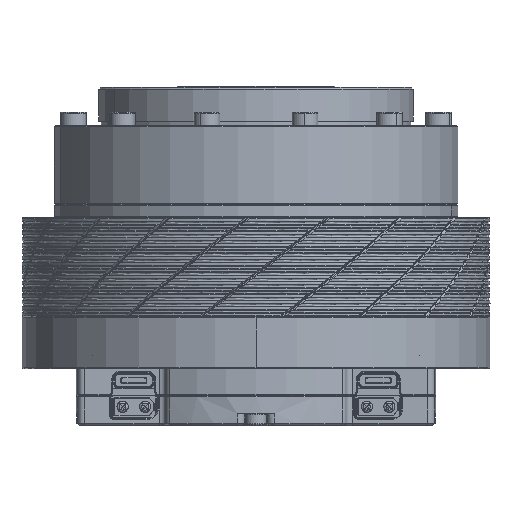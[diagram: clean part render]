
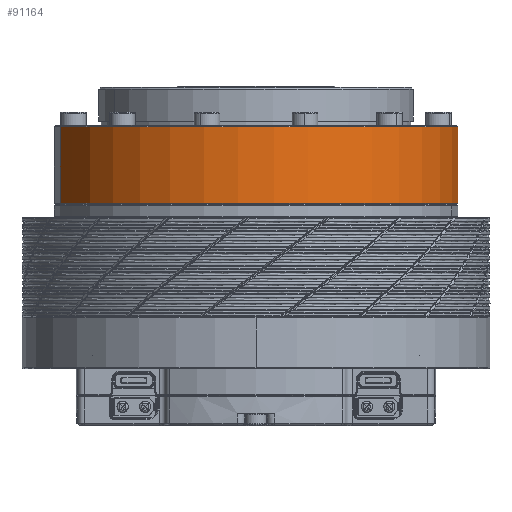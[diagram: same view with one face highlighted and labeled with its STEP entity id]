
A CAD part, front view. The second image highlights one B-rep face of the part: STEP entity #91164.
In plain terms, the highlighted cylindrical face has radius 45 mm (diameter 90 mm), a partial arc.
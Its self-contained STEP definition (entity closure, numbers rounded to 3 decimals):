
#31112=CARTESIAN_POINT('',(0.,0.,49.5));
#31113=DIRECTION('',(0.,0.,1.));
#31114=DIRECTION('',(-0.966,-0.259,0.));
#31115=AXIS2_PLACEMENT_3D('',#31112,#31113,#31114);
#31121=DIRECTION('',(0.,0.,1.));
#31122=VECTOR('',#31121,16.9);
#31123=CARTESIAN_POINT('',(-43.467,-11.647,49.5));
#31124=LINE('',#31123,#31122);
#31160=CARTESIAN_POINT('',(0.,0.,66.4));
#31161=DIRECTION('',(0.,0.,-1.));
#31162=DIRECTION('',(0.966,0.259,0.));
#31163=AXIS2_PLACEMENT_3D('',#31160,#31161,#31162);
#40807=DIRECTION('',(0.,0.,1.));
#40808=VECTOR('',#40807,16.9);
#40809=CARTESIAN_POINT('',(43.467,11.647,49.5));
#40810=LINE('',#40809,#40808);
#60002=CARTESIAN_POINT('',(43.467,11.647,66.4));
#60003=CARTESIAN_POINT('',(-43.467,-11.647,66.4));
#60004=VERTEX_POINT('',#60002);
#60005=VERTEX_POINT('',#60003);
#64470=CARTESIAN_POINT('',(43.467,11.647,49.5));
#64471=CARTESIAN_POINT('',(-43.467,-11.647,49.5));
#64472=VERTEX_POINT('',#64470);
#64473=VERTEX_POINT('',#64471);
#91150=CARTESIAN_POINT('',(0.,0.,49.2));
#91151=DIRECTION('',(0.,0.,-1.));
#91152=DIRECTION('',(0.966,0.259,0.));
#91153=AXIS2_PLACEMENT_3D('',#91150,#91151,#91152);
#91154=CYLINDRICAL_SURFACE('',#91153,45.);
#91156=ORIENTED_EDGE('',*,*,#91155,.F.);
#91158=ORIENTED_EDGE('',*,*,#91157,.F.);
#91159=ORIENTED_EDGE('',*,*,#91143,.F.);
#91161=ORIENTED_EDGE('',*,*,#91160,.T.);
#91162=EDGE_LOOP('',(#91156,#91158,#91159,#91161));
#91163=FACE_OUTER_BOUND('',#91162,.F.);
#91164=ADVANCED_FACE('',(#91163),#91154,.T.);
#31116=CIRCLE('',#31115,45.);
#31164=CIRCLE('',#31163,45.);
#91143=EDGE_CURVE('',#64473,#64472,#31116,.T.);
#91155=EDGE_CURVE('',#60004,#60005,#31164,.T.);
#91157=EDGE_CURVE('',#64472,#60004,#40810,.T.);
#91160=EDGE_CURVE('',#64473,#60005,#31124,.T.);
